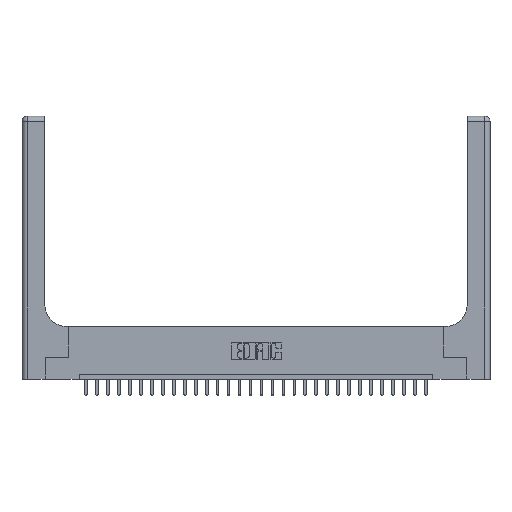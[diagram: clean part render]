
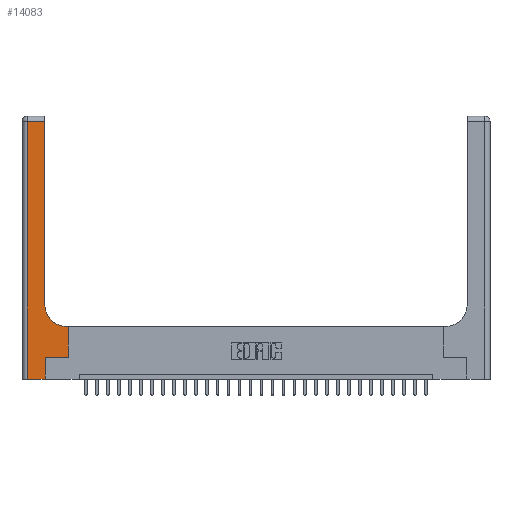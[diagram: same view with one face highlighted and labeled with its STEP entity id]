
A CAD part, top view. The second image highlights one B-rep face of the part: STEP entity #14083.
In plain terms, the highlighted planar face has unit normal (0, 0, 1).
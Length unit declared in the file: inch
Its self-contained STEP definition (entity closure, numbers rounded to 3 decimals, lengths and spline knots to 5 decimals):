
#157 = LINE ( 'NONE', #561, #4538 ) ;
#561 = CARTESIAN_POINT ( 'NONE',  ( 0., 0., 0.37 ) ) ;
#992 = VERTEX_POINT ( 'NONE', #5661 ) ;
#1288 = VECTOR ( 'NONE', #13775, 39.37008 ) ;
#1607 = CARTESIAN_POINT ( 'NONE',  ( 0.26, 2.94, 0.37 ) ) ;
#2113 = EDGE_CURVE ( 'NONE', #992, #12290, #10761, .T. ) ;
#2155 = VERTEX_POINT ( 'NONE', #1607 ) ;
#2215 = VERTEX_POINT ( 'NONE', #14668 ) ;
#2499 = LINE ( 'NONE', #17326, #18421 ) ;
#2978 = LINE ( 'NONE', #15233, #16896 ) ;
#3727 = VERTEX_POINT ( 'NONE', #18747 ) ;
#3989 = FACE_OUTER_BOUND ( 'NONE', #8126, .T. ) ;
#4380 = DIRECTION ( 'NONE',  ( -1., 0., 0. ) ) ;
#4482 = DIRECTION ( 'NONE',  ( 0., 0., -1. ) ) ;
#4538 = VECTOR ( 'NONE', #12811, 39.37008 ) ;
#4704 = CARTESIAN_POINT ( 'NONE',  ( 0.06, 0., 0.37 ) ) ;
#4713 = DIRECTION ( 'NONE',  ( 0., 1., 0. ) ) ;
#5452 = CARTESIAN_POINT ( 'NONE',  ( 0., 2.94, 0.37 ) ) ;
#5661 = CARTESIAN_POINT ( 'NONE',  ( 0.06, 2.94, 0.37 ) ) ;
#6317 = VECTOR ( 'NONE', #20488, 39.37008 ) ;
#6789 = ORIENTED_EDGE ( 'NONE', *, *, #20594, .T. ) ;
#6936 = VERTEX_POINT ( 'NONE', #20371 ) ;
#6975 = ORIENTED_EDGE ( 'NONE', *, *, #22191, .T. ) ;
#7094 = EDGE_CURVE ( 'NONE', #19122, #17193, #20206, .T. ) ;
#7134 = LINE ( 'NONE', #13152, #15014 ) ;
#7314 = AXIS2_PLACEMENT_3D ( 'NONE', #10634, #20622, #4380 ) ;
#7885 = EDGE_CURVE ( 'NONE', #18642, #3727, #10688, .T. ) ;
#8126 = EDGE_LOOP ( 'NONE', ( #10674, #18890, #19623, #6975, #15767, #21832, #9192, #6789, #8199 ) ) ;
#8199 = ORIENTED_EDGE ( 'NONE', *, *, #7885, .T. ) ;
#8493 = CARTESIAN_POINT ( 'NONE',  ( 0.265, 0.25, 0.37 ) ) ;
#9192 = ORIENTED_EDGE ( 'NONE', *, *, #13096, .T. ) ;
#9303 = VECTOR ( 'NONE', #25436, 39.37008 ) ;
#10634 = CARTESIAN_POINT ( 'NONE',  ( 0., 3., 0.37 ) ) ;
#10674 = ORIENTED_EDGE ( 'NONE', *, *, #23965, .T. ) ;
#10688 = CIRCLE ( 'NONE', #25939, 0.25 ) ;
#10761 = LINE ( 'NONE', #24973, #24287 ) ;
#10968 = LINE ( 'NONE', #17105, #9303 ) ;
#11831 = CARTESIAN_POINT ( 'NONE',  ( 0.528, 0.25, 0.37 ) ) ;
#12290 = VERTEX_POINT ( 'NONE', #4704 ) ;
#12295 = PLANE ( 'NONE',  #7314 ) ;
#12811 = DIRECTION ( 'NONE',  ( 1., 0., 0. ) ) ;
#13096 = EDGE_CURVE ( 'NONE', #17193, #6936, #2978, .T. ) ;
#13152 = CARTESIAN_POINT ( 'NONE',  ( 0.265, 0., 0.37 ) ) ;
#13183 = DIRECTION ( 'NONE',  ( 0., 1., 0. ) ) ;
#13190 = CARTESIAN_POINT ( 'NONE',  ( 0.51, 0.85, 0.37 ) ) ;
#13775 = DIRECTION ( 'NONE',  ( -1., 0., 0. ) ) ;
#14039 = LINE ( 'NONE', #5452, #1288 ) ;
#14083 = ADVANCED_FACE ( 'NONE', ( #3989 ), #12295, .F. ) ;
#14595 = DIRECTION ( 'NONE',  ( 0., -1., 0. ) ) ;
#14668 = CARTESIAN_POINT ( 'NONE',  ( 0.265, 0., 0.37 ) ) ;
#15014 = VECTOR ( 'NONE', #4713, 39.37008 ) ;
#15233 = CARTESIAN_POINT ( 'NONE',  ( 0.528, 0.25, 0.37 ) ) ;
#15240 = DIRECTION ( 'NONE',  ( 1., 0., 0. ) ) ;
#15767 = ORIENTED_EDGE ( 'NONE', *, *, #26208, .T. ) ;
#16736 = EDGE_CURVE ( 'NONE', #2155, #992, #14039, .T. ) ;
#16896 = VECTOR ( 'NONE', #13183, 39.37008 ) ;
#17105 = CARTESIAN_POINT ( 'NONE',  ( 0.26, 3., 0.37 ) ) ;
#17193 = VERTEX_POINT ( 'NONE', #11831 ) ;
#17326 = CARTESIAN_POINT ( 'NONE',  ( 0.26, 0.6, 0.37 ) ) ;
#18016 = CARTESIAN_POINT ( 'NONE',  ( 0.265, 0.25, 0.37 ) ) ;
#18421 = VECTOR ( 'NONE', #25656, 39.37008 ) ;
#18642 = VERTEX_POINT ( 'NONE', #24818 ) ;
#18747 = CARTESIAN_POINT ( 'NONE',  ( 0.26, 0.85, 0.37 ) ) ;
#18890 = ORIENTED_EDGE ( 'NONE', *, *, #16736, .T. ) ;
#19122 = VERTEX_POINT ( 'NONE', #8493 ) ;
#19623 = ORIENTED_EDGE ( 'NONE', *, *, #2113, .T. ) ;
#20206 = LINE ( 'NONE', #18016, #6317 ) ;
#20371 = CARTESIAN_POINT ( 'NONE',  ( 0.528, 0.6, 0.37 ) ) ;
#20488 = DIRECTION ( 'NONE',  ( 1., 0., 0. ) ) ;
#20594 = EDGE_CURVE ( 'NONE', #6936, #18642, #2499, .T. ) ;
#20622 = DIRECTION ( 'NONE',  ( 0., 0., -1. ) ) ;
#21832 = ORIENTED_EDGE ( 'NONE', *, *, #7094, .T. ) ;
#22191 = EDGE_CURVE ( 'NONE', #12290, #2215, #157, .T. ) ;
#23965 = EDGE_CURVE ( 'NONE', #3727, #2155, #10968, .T. ) ;
#24287 = VECTOR ( 'NONE', #14595, 39.37008 ) ;
#24818 = CARTESIAN_POINT ( 'NONE',  ( 0.51, 0.6, 0.37 ) ) ;
#24973 = CARTESIAN_POINT ( 'NONE',  ( 0.06, 3., 0.37 ) ) ;
#25436 = DIRECTION ( 'NONE',  ( 0., 1., 0. ) ) ;
#25656 = DIRECTION ( 'NONE',  ( -1., 0., 0. ) ) ;
#25939 = AXIS2_PLACEMENT_3D ( 'NONE', #13190, #4482, #15240 ) ;
#26208 = EDGE_CURVE ( 'NONE', #2215, #19122, #7134, .T. ) ;
